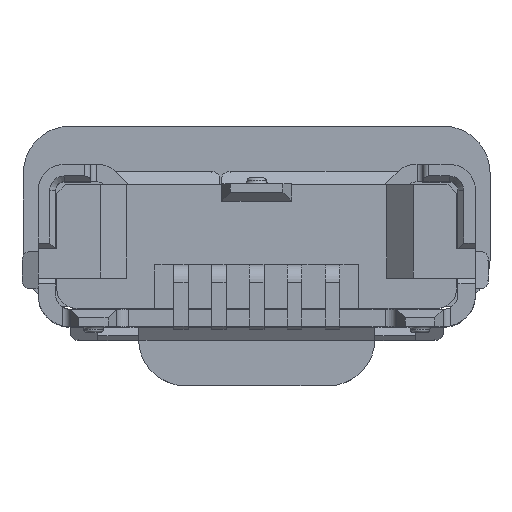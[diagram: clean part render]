
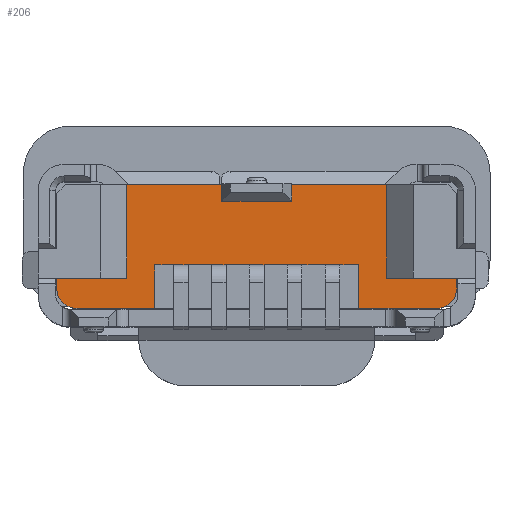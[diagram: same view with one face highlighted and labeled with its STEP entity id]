
A CAD part, top view. The second image highlights one B-rep face of the part: STEP entity #206.
In plain terms, the highlighted planar face has unit normal (0, 0, 1).
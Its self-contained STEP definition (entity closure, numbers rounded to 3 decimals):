
#206=ADVANCED_FACE('',(#786),#787,.F.);
#786=FACE_OUTER_BOUND('',#1671,.T.);
#787=PLANE('',#1672);
#1671=EDGE_LOOP('',(#3424,#3425,#3426,#3427,#3428,#3429,#3430,#3431,#3432,#3433,#3434,#3435,#3436,#3437,#3438,#3439,#3440,#3441,#3442,#3443,#3444,#3445,#3446,#3447,#3448,#3449,#3450,#3451));
#1672=AXIS2_PLACEMENT_3D('',#3452,#3453,#3454);
#3424=ORIENTED_EDGE('',*,*,#6520,.F.);
#3425=ORIENTED_EDGE('',*,*,#6521,.T.);
#3426=ORIENTED_EDGE('',*,*,#6522,.F.);
#3427=ORIENTED_EDGE('',*,*,#6523,.F.);
#3428=ORIENTED_EDGE('',*,*,#6524,.F.);
#3429=ORIENTED_EDGE('',*,*,#6525,.F.);
#3430=ORIENTED_EDGE('',*,*,#6526,.F.);
#3431=ORIENTED_EDGE('',*,*,#6527,.F.);
#3432=ORIENTED_EDGE('',*,*,#6528,.F.);
#3433=ORIENTED_EDGE('',*,*,#6529,.F.);
#3434=ORIENTED_EDGE('',*,*,#6530,.F.);
#3435=ORIENTED_EDGE('',*,*,#6531,.F.);
#3436=ORIENTED_EDGE('',*,*,#6532,.F.);
#3437=ORIENTED_EDGE('',*,*,#6533,.F.);
#3438=ORIENTED_EDGE('',*,*,#6534,.F.);
#3439=ORIENTED_EDGE('',*,*,#6535,.F.);
#3440=ORIENTED_EDGE('',*,*,#6536,.F.);
#3441=ORIENTED_EDGE('',*,*,#6496,.T.);
#3442=ORIENTED_EDGE('',*,*,#6502,.T.);
#3443=ORIENTED_EDGE('',*,*,#6519,.F.);
#3444=ORIENTED_EDGE('',*,*,#6537,.F.);
#3445=ORIENTED_EDGE('',*,*,#6538,.F.);
#3446=ORIENTED_EDGE('',*,*,#6539,.T.);
#3447=ORIENTED_EDGE('',*,*,#6540,.F.);
#3448=ORIENTED_EDGE('',*,*,#6541,.F.);
#3449=ORIENTED_EDGE('',*,*,#6542,.F.);
#3450=ORIENTED_EDGE('',*,*,#6543,.F.);
#3451=ORIENTED_EDGE('',*,*,#6544,.F.);
#3452=CARTESIAN_POINT('',(6.127,-0.556,2.319));
#3453=DIRECTION('',(0.0,0.0,-1.0));
#3454=DIRECTION('',(0.0,-1.0,0.0));
#6496=EDGE_CURVE('',#8135,#8136,#8137,.T.);
#6502=EDGE_CURVE('',#8136,#8144,#8146,.T.);
#6519=EDGE_CURVE('',#8172,#8144,#8174,.T.);
#6520=EDGE_CURVE('',#8175,#8176,#8177,.T.);
#6521=EDGE_CURVE('',#8175,#8178,#8179,.T.);
#6522=EDGE_CURVE('',#8180,#8178,#8181,.T.);
#6523=EDGE_CURVE('',#8182,#8180,#8183,.T.);
#6524=EDGE_CURVE('',#8184,#8182,#8185,.T.);
#6525=EDGE_CURVE('',#8186,#8184,#8187,.T.);
#6526=EDGE_CURVE('',#8188,#8186,#8189,.T.);
#6527=EDGE_CURVE('',#8190,#8188,#8191,.T.);
#6528=EDGE_CURVE('',#8192,#8190,#8193,.T.);
#6529=EDGE_CURVE('',#8194,#8192,#8195,.T.);
#6530=EDGE_CURVE('',#8196,#8194,#8197,.T.);
#6531=EDGE_CURVE('',#8198,#8196,#8199,.T.);
#6532=EDGE_CURVE('',#8200,#8198,#8201,.T.);
#6533=EDGE_CURVE('',#8202,#8200,#8203,.T.);
#6534=EDGE_CURVE('',#8204,#8202,#8205,.T.);
#6535=EDGE_CURVE('',#8206,#8204,#8207,.T.);
#6536=EDGE_CURVE('',#8135,#8206,#8208,.T.);
#6537=EDGE_CURVE('',#8209,#8172,#8210,.T.);
#6538=EDGE_CURVE('',#8211,#8209,#8212,.T.);
#6539=EDGE_CURVE('',#8211,#8213,#8214,.T.);
#6540=EDGE_CURVE('',#8215,#8213,#8216,.T.);
#6541=EDGE_CURVE('',#8217,#8215,#8218,.T.);
#6542=EDGE_CURVE('',#8219,#8217,#8220,.T.);
#6543=EDGE_CURVE('',#8221,#8219,#8222,.T.);
#6544=EDGE_CURVE('',#8176,#8221,#8223,.T.);
#8135=VERTEX_POINT('',#10501);
#8136=VERTEX_POINT('',#10502);
#8137=CIRCLE('',#10503,0.35);
#8144=VERTEX_POINT('',#10513);
#8146=LINE('',#10516,#10517);
#8172=VERTEX_POINT('',#10558);
#8174=LINE('',#10561,#10562);
#8175=VERTEX_POINT('',#10563);
#8176=VERTEX_POINT('',#10564);
#8177=LINE('',#10565,#10566);
#8178=VERTEX_POINT('',#10567);
#8179=CIRCLE('',#10568,0.35);
#8180=VERTEX_POINT('',#10569);
#8181=LINE('',#10570,#10571);
#8182=VERTEX_POINT('',#10572);
#8183=LINE('',#10573,#10574);
#8184=VERTEX_POINT('',#10575);
#8185=LINE('',#10576,#10577);
#8186=VERTEX_POINT('',#10578);
#8187=LINE('',#10579,#10580);
#8188=VERTEX_POINT('',#10581);
#8189=LINE('',#10582,#10583);
#8190=VERTEX_POINT('',#10584);
#8191=LINE('',#10585,#10586);
#8192=VERTEX_POINT('',#10587);
#8193=LINE('',#10588,#10589);
#8194=VERTEX_POINT('',#10590);
#8195=LINE('',#10591,#10592);
#8196=VERTEX_POINT('',#10593);
#8197=LINE('',#10594,#10595);
#8198=VERTEX_POINT('',#10596);
#8199=LINE('',#10597,#10598);
#8200=VERTEX_POINT('',#10599);
#8201=LINE('',#10600,#10601);
#8202=VERTEX_POINT('',#10602);
#8203=LINE('',#10603,#10604);
#8204=VERTEX_POINT('',#10605);
#8205=LINE('',#10606,#10607);
#8206=VERTEX_POINT('',#10608);
#8207=LINE('',#10609,#10610);
#8208=LINE('',#10611,#10612);
#8209=VERTEX_POINT('',#10613);
#8210=LINE('',#10614,#10615);
#8211=VERTEX_POINT('',#10616);
#8212=LINE('',#10617,#10618);
#8213=VERTEX_POINT('',#10619);
#8214=LINE('',#10620,#10621);
#8215=VERTEX_POINT('',#10622);
#8216=LINE('',#10623,#10624);
#8217=VERTEX_POINT('',#10625);
#8218=LINE('',#10626,#10627);
#8219=VERTEX_POINT('',#10628);
#8220=LINE('',#10629,#10630);
#8221=VERTEX_POINT('',#10631);
#8222=LINE('',#10632,#10633);
#8223=LINE('',#10634,#10635);
#10501=CARTESIAN_POINT('',(3.08,0.015,2.319));
#10502=CARTESIAN_POINT('',(3.43,0.365,2.319));
#10503=AXIS2_PLACEMENT_3D('',#12964,#12965,#12966);
#10513=CARTESIAN_POINT('',(3.43,0.535,2.319));
#10516=CARTESIAN_POINT('',(3.43,0.365,2.319));
#10517=VECTOR('',#12974,0.17);
#10558=CARTESIAN_POINT('',(2.23,0.535,2.319));
#10561=CARTESIAN_POINT('',(2.23,0.535,2.319));
#10562=VECTOR('',#12991,1.2);
#10563=CARTESIAN_POINT('',(-3.43,0.365,2.319));
#10564=CARTESIAN_POINT('',(-3.43,0.535,2.319));
#10565=CARTESIAN_POINT('',(-3.43,0.365,2.319));
#10566=VECTOR('',#12992,0.17);
#10567=CARTESIAN_POINT('',(-3.08,0.015,2.319));
#10568=AXIS2_PLACEMENT_3D('',#12993,#12994,#12995);
#10569=CARTESIAN_POINT('',(-1.75,0.015,2.319));
#10570=CARTESIAN_POINT('',(-1.75,0.015,2.319));
#10571=VECTOR('',#12996,1.33);
#10572=CARTESIAN_POINT('',(-1.75,0.76,2.319));
#10573=CARTESIAN_POINT('',(-1.75,0.76,2.319));
#10574=VECTOR('',#12997,0.745);
#10575=CARTESIAN_POINT('',(-1.425,0.76,2.319));
#10576=CARTESIAN_POINT('',(-1.425,0.76,2.319));
#10577=VECTOR('',#12998,0.325);
#10578=CARTESIAN_POINT('',(-1.175,0.76,2.319));
#10579=CARTESIAN_POINT('',(-1.175,0.76,2.319));
#10580=VECTOR('',#12999,0.25);
#10581=CARTESIAN_POINT('',(-0.775,0.76,2.319));
#10582=CARTESIAN_POINT('',(-0.775,0.76,2.319));
#10583=VECTOR('',#13000,0.4);
#10584=CARTESIAN_POINT('',(-0.525,0.76,2.319));
#10585=CARTESIAN_POINT('',(-0.525,0.76,2.319));
#10586=VECTOR('',#13001,0.25);
#10587=CARTESIAN_POINT('',(-0.125,0.76,2.319));
#10588=CARTESIAN_POINT('',(-0.125,0.76,2.319));
#10589=VECTOR('',#13002,0.4);
#10590=CARTESIAN_POINT('',(0.125,0.76,2.319));
#10591=CARTESIAN_POINT('',(0.125,0.76,2.319));
#10592=VECTOR('',#13003,0.25);
#10593=CARTESIAN_POINT('',(0.525,0.76,2.319));
#10594=CARTESIAN_POINT('',(0.525,0.76,2.319));
#10595=VECTOR('',#13004,0.4);
#10596=CARTESIAN_POINT('',(0.775,0.76,2.319));
#10597=CARTESIAN_POINT('',(0.775,0.76,2.319));
#10598=VECTOR('',#13005,0.25);
#10599=CARTESIAN_POINT('',(1.175,0.76,2.319));
#10600=CARTESIAN_POINT('',(1.175,0.76,2.319));
#10601=VECTOR('',#13006,0.4);
#10602=CARTESIAN_POINT('',(1.425,0.76,2.319));
#10603=CARTESIAN_POINT('',(1.425,0.76,2.319));
#10604=VECTOR('',#13007,0.25);
#10605=CARTESIAN_POINT('',(1.75,0.76,2.319));
#10606=CARTESIAN_POINT('',(1.75,0.76,2.319));
#10607=VECTOR('',#13008,0.325);
#10608=CARTESIAN_POINT('',(1.75,0.015,2.319));
#10609=CARTESIAN_POINT('',(1.75,0.015,2.319));
#10610=VECTOR('',#13009,0.745);
#10611=CARTESIAN_POINT('',(3.08,0.015,2.319));
#10612=VECTOR('',#13010,1.33);
#10613=CARTESIAN_POINT('',(2.23,2.135,2.319));
#10614=CARTESIAN_POINT('',(2.23,2.135,2.319));
#10615=VECTOR('',#13011,1.6);
#10616=CARTESIAN_POINT('',(0.6,2.135,2.319));
#10617=CARTESIAN_POINT('',(0.6,2.135,2.319));
#10618=VECTOR('',#13012,1.63);
#10619=CARTESIAN_POINT('',(0.6,1.85,2.319));
#10620=CARTESIAN_POINT('',(0.6,2.135,2.319));
#10621=VECTOR('',#13013,0.285);
#10622=CARTESIAN_POINT('',(-0.6,1.85,2.319));
#10623=CARTESIAN_POINT('',(-0.6,1.85,2.319));
#10624=VECTOR('',#13014,1.2);
#10625=CARTESIAN_POINT('',(-0.6,2.135,2.319));
#10626=CARTESIAN_POINT('',(-0.6,2.135,2.319));
#10627=VECTOR('',#13015,0.285);
#10628=CARTESIAN_POINT('',(-2.23,2.135,2.319));
#10629=CARTESIAN_POINT('',(-2.23,2.135,2.319));
#10630=VECTOR('',#13016,1.63);
#10631=CARTESIAN_POINT('',(-2.23,0.535,2.319));
#10632=CARTESIAN_POINT('',(-2.23,0.535,2.319));
#10633=VECTOR('',#13017,1.6);
#10634=CARTESIAN_POINT('',(-3.43,0.535,2.319));
#10635=VECTOR('',#13018,1.2);
#12964=CARTESIAN_POINT('',(3.08,0.365,2.319));
#12965=DIRECTION('',(0.0,0.0,1.0));
#12966=DIRECTION('',(0.0,-1.0,0.0));
#12974=DIRECTION('',(0.0,1.0,0.0));
#12991=DIRECTION('',(1.0,0.0,0.0));
#12992=DIRECTION('',(0.0,1.0,0.0));
#12993=CARTESIAN_POINT('',(-3.08,0.365,2.319));
#12994=DIRECTION('',(0.0,0.0,1.0));
#12995=DIRECTION('',(-1.0,0.0,0.0));
#12996=DIRECTION('',(-1.0,0.0,0.0));
#12997=DIRECTION('',(0.0,-1.0,0.0));
#12998=DIRECTION('',(-1.0,0.0,0.0));
#12999=DIRECTION('',(-1.0,0.0,0.0));
#13000=DIRECTION('',(-1.0,0.0,0.0));
#13001=DIRECTION('',(-1.0,0.0,0.0));
#13002=DIRECTION('',(-1.0,0.0,0.0));
#13003=DIRECTION('',(-1.0,0.0,0.0));
#13004=DIRECTION('',(-1.0,0.0,0.0));
#13005=DIRECTION('',(-1.0,0.0,0.0));
#13006=DIRECTION('',(-1.0,0.0,0.0));
#13007=DIRECTION('',(-1.0,0.0,0.0));
#13008=DIRECTION('',(-1.0,0.0,0.0));
#13009=DIRECTION('',(0.0,1.0,0.0));
#13010=DIRECTION('',(-1.0,0.0,0.0));
#13011=DIRECTION('',(0.0,-1.0,0.0));
#13012=DIRECTION('',(1.0,0.0,0.0));
#13013=DIRECTION('',(0.0,-1.0,0.0));
#13014=DIRECTION('',(1.0,0.0,0.0));
#13015=DIRECTION('',(0.0,-1.0,0.0));
#13016=DIRECTION('',(1.0,0.0,0.0));
#13017=DIRECTION('',(0.0,1.0,0.0));
#13018=DIRECTION('',(1.0,0.0,0.0));
